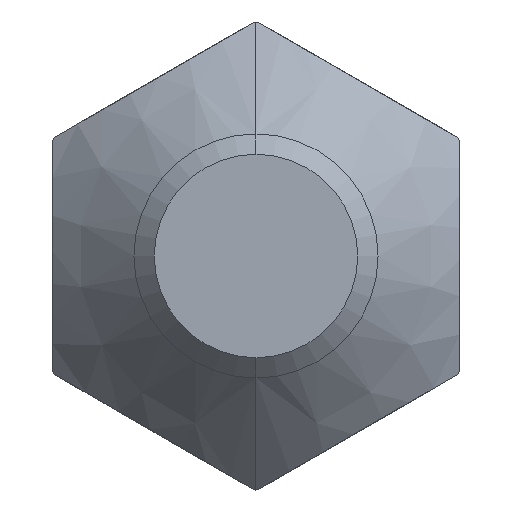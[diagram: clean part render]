
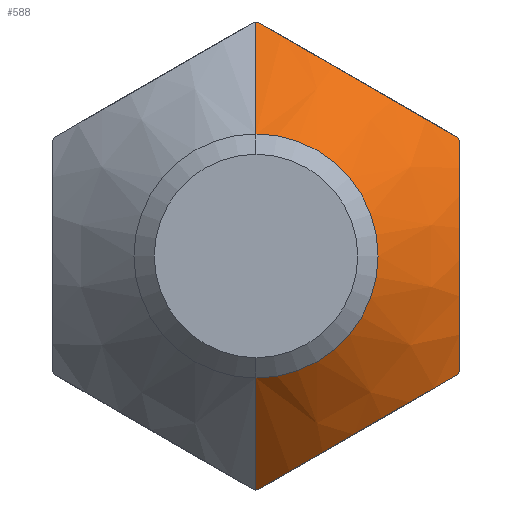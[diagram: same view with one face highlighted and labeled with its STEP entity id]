
A CAD part, front view. The second image highlights one B-rep face of the part: STEP entity #588.
In plain terms, the highlighted conical face has half-angle 45 degrees and reference radius 5.75 mm.
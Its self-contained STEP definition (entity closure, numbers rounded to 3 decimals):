
#15 = CARTESIAN_POINT ( 'NONE',  ( 0.827, -87.66, 5.296 ) ) ;
#59 = ORIENTED_EDGE ( 'NONE', *, *, #2724, .T. ) ;
#63 = VERTEX_POINT ( 'NONE', #3093 ) ;
#105 = CIRCLE ( 'NONE', #4851, 5.75 ) ;
#220 = CARTESIAN_POINT ( 'NONE',  ( 0., -87.25, 5.75 ) ) ;
#345 = CARTESIAN_POINT ( 'NONE',  ( 2.92, -88.001, -4.088 ) ) ;
#362 = CARTESIAN_POINT ( 'NONE',  ( 2.08, -88.001, 4.573 ) ) ;
#404 = VERTEX_POINT ( 'NONE', #2334 ) ;
#588 = ADVANCED_FACE ( 'NONE', ( #2321 ), #739, .T. ) ;
#604 = DIRECTION ( 'NONE',  ( 0., 1., 0. ) ) ;
#630 = DIRECTION ( 'NONE',  ( 0., 1., 0. ) ) ;
#675 = VECTOR ( 'NONE', #2355, 1000. ) ;
#714 = EDGE_CURVE ( 'NONE', #2438, #3441, #4495, .T. ) ;
#726 = CARTESIAN_POINT ( 'NONE',  ( 1.637, -87.907, -4.828 ) ) ;
#739 = CONICAL_SURFACE ( 'NONE', #1672, 5.75, 0.785 ) ;
#749 = CARTESIAN_POINT ( 'NONE',  ( 2.941, -87.98, 4.076 ) ) ;
#754 = DIRECTION ( 'NONE',  ( 0., 0., -1. ) ) ;
#781 = EDGE_CURVE ( 'NONE', #2039, #404, #2130, .T. ) ;
#814 = DIRECTION ( 'NONE',  ( 0., 0., -1. ) ) ;
#994 = CARTESIAN_POINT ( 'NONE',  ( 5., -87.25, -2.839 ) ) ;
#1038 = DIRECTION ( 'NONE',  ( 0., 0., 1. ) ) ;
#1075 = CARTESIAN_POINT ( 'NONE',  ( 5., -87.656, -1.941 ) ) ;
#1090 = CARTESIAN_POINT ( 'NONE',  ( 5., -87.66, 1.932 ) ) ;
#1107 = ORIENTED_EDGE ( 'NONE', *, *, #4980, .F. ) ;
#1116 = CIRCLE ( 'NONE', #2761, 3. ) ;
#1124 = EDGE_CURVE ( 'NONE', #4415, #404, #3256, .T. ) ;
#1128 = CARTESIAN_POINT ( 'NONE',  ( 2.277, -87.999, -4.459 ) ) ;
#1277 = AXIS2_PLACEMENT_3D ( 'NONE', #2597, #2612, #3032 ) ;
#1282 = VERTEX_POINT ( 'NONE', #3772 ) ;
#1393 = DIRECTION ( 'NONE',  ( 0., 0., 1. ) ) ;
#1456 = ORIENTED_EDGE ( 'NONE', *, *, #4393, .F. ) ;
#1621 = CARTESIAN_POINT ( 'NONE',  ( 0., -87.25, 0. ) ) ;
#1672 = AXIS2_PLACEMENT_3D ( 'NONE', #3317, #630, #1038 ) ;
#1695 = CARTESIAN_POINT ( 'NONE',  ( 4.959, -87.25, -2.91 ) ) ;
#1862 = CARTESIAN_POINT ( 'NONE',  ( 5., -87.98, -0.509 ) ) ;
#1880 = DIRECTION ( 'NONE',  ( 0., 0., -1. ) ) ;
#1891 = CARTESIAN_POINT ( 'NONE',  ( 0.041, -87.25, -5.75 ) ) ;
#1892 = CARTESIAN_POINT ( 'NONE',  ( 0.041, -87.25, -5.75 ) ) ;
#1912 = CARTESIAN_POINT ( 'NONE',  ( 5., -87.25, 2.839 ) ) ;
#1919 = CARTESIAN_POINT ( 'NONE',  ( 3.363, -87.907, 3.832 ) ) ;
#1996 = CARTESIAN_POINT ( 'NONE',  ( 4.959, -87.25, 2.91 ) ) ;
#2039 = VERTEX_POINT ( 'NONE', #3713 ) ;
#2069 = VERTEX_POINT ( 'NONE', #1695 ) ;
#2130 = LINE ( 'NONE', #3882, #675 ) ;
#2144 = ORIENTED_EDGE ( 'NONE', *, *, #781, .T. ) ;
#2169 = ORIENTED_EDGE ( 'NONE', *, *, #2764, .T. ) ;
#2224 = LINE ( 'NONE', #2623, #3826 ) ;
#2261 = CARTESIAN_POINT ( 'NONE',  ( 0.041, -87.25, 5.75 ) ) ;
#2276 = CARTESIAN_POINT ( 'NONE',  ( 5., -87.469, -2.395 ) ) ;
#2279 = CARTESIAN_POINT ( 'NONE',  ( 0.819, -87.656, -5.301 ) ) ;
#2321 = FACE_OUTER_BOUND ( 'NONE', #3127, .T. ) ;
#2334 = CARTESIAN_POINT ( 'NONE',  ( 0., -87.25, -5.75 ) ) ;
#2346 = EDGE_CURVE ( 'NONE', #63, #2039, #1116, .T. ) ;
#2355 = DIRECTION ( 'NONE',  ( 0., 0.707, -0.707 ) ) ;
#2438 = VERTEX_POINT ( 'NONE', #994 ) ;
#2474 = VERTEX_POINT ( 'NONE', #220 ) ;
#2561 = B_SPLINE_CURVE_WITH_KNOTS ( 'NONE', 3,
 ( #1892, #4573, #2279, #2652, #726, #3419, #1128, #345, #3064, #3432, #2693, #3820 ),
 .UNSPECIFIED., .F., .F.,
 ( 4, 2, 2, 2, 2, 4 ),
 ( 0., 0.001, 0.002, 0.003, 0.004, 0.006 ),
 .UNSPECIFIED. ) ;
#2597 = CARTESIAN_POINT ( 'NONE',  ( 0., -87.25, 0. ) ) ;
#2612 = DIRECTION ( 'NONE',  ( 0., 1., 0. ) ) ;
#2621 = CARTESIAN_POINT ( 'NONE',  ( 5., -88.001, 0.485 ) ) ;
#2623 = CARTESIAN_POINT ( 'NONE',  ( 0., -87.25, 5.75 ) ) ;
#2649 = CARTESIAN_POINT ( 'NONE',  ( 5., -87.999, -0.258 ) ) ;
#2652 = CARTESIAN_POINT ( 'NONE',  ( 1.43, -87.855, -4.948 ) ) ;
#2687 = CARTESIAN_POINT ( 'NONE',  ( 5., -87.25, 2.839 ) ) ;
#2693 = CARTESIAN_POINT ( 'NONE',  ( 4.572, -87.471, -3.134 ) ) ;
#2697 = EDGE_CURVE ( 'NONE', #4666, #1282, #3297, .T. ) ;
#2724 = EDGE_CURVE ( 'NONE', #4415, #2069, #2561, .T. ) ;
#2761 = AXIS2_PLACEMENT_3D ( 'NONE', #4534, #4973, #1880 ) ;
#2764 = EDGE_CURVE ( 'NONE', #2069, #2438, #4536, .T. ) ;
#2995 = CARTESIAN_POINT ( 'NONE',  ( 5., -87.25, -2.839 ) ) ;
#3026 = CARTESIAN_POINT ( 'NONE',  ( 1.658, -87.927, 4.816 ) ) ;
#3032 = DIRECTION ( 'NONE',  ( 0., 0., 1. ) ) ;
#3047 = CARTESIAN_POINT ( 'NONE',  ( 0.428, -87.471, 5.526 ) ) ;
#3064 = CARTESIAN_POINT ( 'NONE',  ( 3.342, -87.927, -3.844 ) ) ;
#3067 = DIRECTION ( 'NONE',  ( 0., -1., 0. ) ) ;
#3093 = CARTESIAN_POINT ( 'NONE',  ( 0., -90., 3. ) ) ;
#3127 = EDGE_LOOP ( 'NONE', ( #3921, #2144, #4358, #59, #2169, #3576, #1107, #4906, #3928, #1456 ) ) ;
#3162 = CIRCLE ( 'NONE', #1277, 5.75 ) ;
#3256 = CIRCLE ( 'NONE', #3640, 5.75 ) ;
#3297 = B_SPLINE_CURVE_WITH_KNOTS ( 'NONE', 3,
 ( #4584, #4230, #4623, #3406, #1919, #749, #3834, #362, #3026, #15, #3047, #2261 ),
 .UNSPECIFIED., .F., .F.,
 ( 4, 2, 2, 2, 2, 4 ),
 ( 0., 0.001, 0.002, 0.003, 0.004, 0.006 ),
 .UNSPECIFIED. ) ;
#3317 = CARTESIAN_POINT ( 'NONE',  ( 0., -87.25, 0. ) ) ;
#3358 = DIRECTION ( 'NONE',  ( 0., 0.707, 0.707 ) ) ;
#3406 = CARTESIAN_POINT ( 'NONE',  ( 3.57, -87.855, 3.712 ) ) ;
#3415 = CARTESIAN_POINT ( 'NONE',  ( 5., -87.855, -1.236 ) ) ;
#3419 = CARTESIAN_POINT ( 'NONE',  ( 2.059, -87.98, -4.584 ) ) ;
#3425 = AXIS2_PLACEMENT_3D ( 'NONE', #3868, #4314, #814 ) ;
#3432 = CARTESIAN_POINT ( 'NONE',  ( 4.173, -87.66, -3.364 ) ) ;
#3441 = VERTEX_POINT ( 'NONE', #2687 ) ;
#3576 = ORIENTED_EDGE ( 'NONE', *, *, #714, .T. ) ;
#3640 = AXIS2_PLACEMENT_3D ( 'NONE', #4541, #604, #1393 ) ;
#3713 = CARTESIAN_POINT ( 'NONE',  ( 0., -90., -3. ) ) ;
#3729 = CARTESIAN_POINT ( 'NONE',  ( 5., -87.927, 0.972 ) ) ;
#3754 = CARTESIAN_POINT ( 'NONE',  ( 5., -87.907, -0.997 ) ) ;
#3768 = CARTESIAN_POINT ( 'NONE',  ( 5., -87.471, 2.393 ) ) ;
#3772 = CARTESIAN_POINT ( 'NONE',  ( 0.041, -87.25, 5.75 ) ) ;
#3818 = EDGE_CURVE ( 'NONE', #1282, #2474, #105, .T. ) ;
#3820 = CARTESIAN_POINT ( 'NONE',  ( 4.959, -87.25, -2.91 ) ) ;
#3826 = VECTOR ( 'NONE', #3358, 1000. ) ;
#3834 = CARTESIAN_POINT ( 'NONE',  ( 2.723, -87.999, 4.201 ) ) ;
#3868 = CARTESIAN_POINT ( 'NONE',  ( 0., -87.25, 0. ) ) ;
#3882 = CARTESIAN_POINT ( 'NONE',  ( 0., -87.25, -5.75 ) ) ;
#3921 = ORIENTED_EDGE ( 'NONE', *, *, #2346, .T. ) ;
#3928 = ORIENTED_EDGE ( 'NONE', *, *, #3818, .T. ) ;
#4230 = CARTESIAN_POINT ( 'NONE',  ( 4.574, -87.469, 3.133 ) ) ;
#4314 = DIRECTION ( 'NONE',  ( 0., -1., 0. ) ) ;
#4358 = ORIENTED_EDGE ( 'NONE', *, *, #1124, .F. ) ;
#4393 = EDGE_CURVE ( 'NONE', #63, #2474, #2224, .T. ) ;
#4415 = VERTEX_POINT ( 'NONE', #1891 ) ;
#4495 = B_SPLINE_CURVE_WITH_KNOTS ( 'NONE', 3,
 ( #2995, #2276, #1075, #3415, #3754, #1862, #2649, #2621, #3729, #1090, #3768, #1912 ),
 .UNSPECIFIED., .F., .F.,
 ( 4, 2, 2, 2, 2, 4 ),
 ( 0., 0.001, 0.002, 0.003, 0.004, 0.006 ),
 .UNSPECIFIED. ) ;
#4534 = CARTESIAN_POINT ( 'NONE',  ( 0., -90., 0. ) ) ;
#4536 = CIRCLE ( 'NONE', #3425, 5.75 ) ;
#4541 = CARTESIAN_POINT ( 'NONE',  ( 0., -87.25, 0. ) ) ;
#4573 = CARTESIAN_POINT ( 'NONE',  ( 0.426, -87.469, -5.528 ) ) ;
#4584 = CARTESIAN_POINT ( 'NONE',  ( 4.959, -87.25, 2.91 ) ) ;
#4623 = CARTESIAN_POINT ( 'NONE',  ( 4.181, -87.656, 3.36 ) ) ;
#4666 = VERTEX_POINT ( 'NONE', #1996 ) ;
#4851 = AXIS2_PLACEMENT_3D ( 'NONE', #1621, #3067, #754 ) ;
#4906 = ORIENTED_EDGE ( 'NONE', *, *, #2697, .T. ) ;
#4973 = DIRECTION ( 'NONE',  ( 0., 1., 0. ) ) ;
#4980 = EDGE_CURVE ( 'NONE', #4666, #3441, #3162, .T. ) ;
